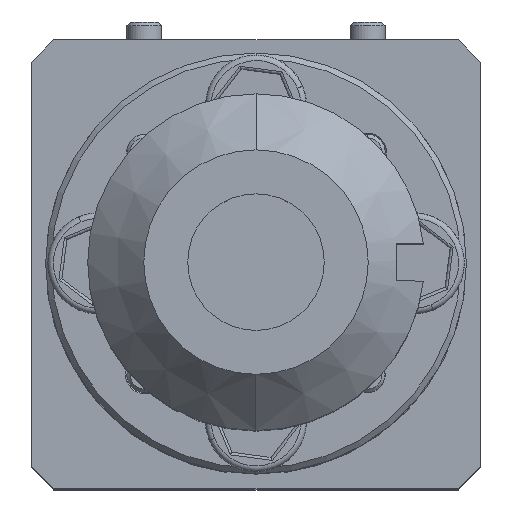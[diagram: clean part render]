
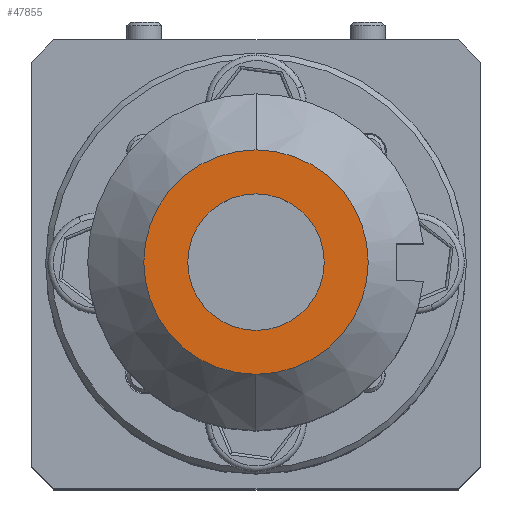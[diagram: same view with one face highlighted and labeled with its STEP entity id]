
A CAD part, top view. The second image highlights one B-rep face of the part: STEP entity #47855.
In plain terms, the highlighted planar face has unit normal (0, 0, 1).
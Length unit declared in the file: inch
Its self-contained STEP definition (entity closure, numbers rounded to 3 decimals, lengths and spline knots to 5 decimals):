
#2838 = ORIENTED_EDGE ( 'NONE', *, *, #53875, .T. ) ;
#3669 = EDGE_LOOP ( 'NONE', ( #40243, #14949 ) ) ;
#3693 = DIRECTION ( 'NONE',  ( 0., 0., -1. ) ) ;
#6183 = CARTESIAN_POINT ( 'NONE',  ( 0., 0., 2.69 ) ) ;
#8807 = DIRECTION ( 'NONE',  ( 0., -1., 0. ) ) ;
#8915 = CARTESIAN_POINT ( 'NONE',  ( 0., -0.12165, 2.69 ) ) ;
#12142 = VERTEX_POINT ( 'NONE', #8915 ) ;
#13238 = EDGE_CURVE ( 'NONE', #12142, #56841, #18043, .T. ) ;
#14949 = ORIENTED_EDGE ( 'NONE', *, *, #51658, .T. ) ;
#15697 = VERTEX_POINT ( 'NONE', #51384 ) ;
#16480 = ORIENTED_EDGE ( 'NONE', *, *, #13238, .T. ) ;
#16533 = PLANE ( 'NONE',  #23681 ) ;
#18043 = CIRCLE ( 'NONE', #55938, 0.12165 ) ;
#18979 = CARTESIAN_POINT ( 'NONE',  ( 0., 0., 2.69 ) ) ;
#19792 = AXIS2_PLACEMENT_3D ( 'NONE', #18979, #3693, #8807 ) ;
#21621 = FACE_OUTER_BOUND ( 'NONE', #3669, .T. ) ;
#21966 = DIRECTION ( 'NONE',  ( 0., 0., 1. ) ) ;
#23681 = AXIS2_PLACEMENT_3D ( 'NONE', #53181, #21966, #47751 ) ;
#26901 = DIRECTION ( 'NONE',  ( 0., 0., 1. ) ) ;
#27300 = CARTESIAN_POINT ( 'NONE',  ( 0., 0., 2.69 ) ) ;
#32483 = FACE_BOUND ( 'NONE', #58054, .T. ) ;
#33372 = DIRECTION ( 'NONE',  ( 0., -1., 0. ) ) ;
#34892 = CARTESIAN_POINT ( 'NONE',  ( 0., 0., 2.69 ) ) ;
#37812 = CIRCLE ( 'NONE', #43229, 0.2 ) ;
#38007 = AXIS2_PLACEMENT_3D ( 'NONE', #34892, #40304, #51155 ) ;
#39619 = CARTESIAN_POINT ( 'NONE',  ( 0., 0.12165, 2.69 ) ) ;
#40243 = ORIENTED_EDGE ( 'NONE', *, *, #63726, .T. ) ;
#40304 = DIRECTION ( 'NONE',  ( 0., 0., 1. ) ) ;
#42489 = DIRECTION ( 'NONE',  ( 0., 1., 0. ) ) ;
#43229 = AXIS2_PLACEMENT_3D ( 'NONE', #6183, #26901, #42489 ) ;
#47751 = DIRECTION ( 'NONE',  ( 0., 1., 0. ) ) ;
#47855 = ADVANCED_FACE ( 'NONE', ( #21621, #32483 ), #16533, .T. ) ;
#51155 = DIRECTION ( 'NONE',  ( 0., 1., 0. ) ) ;
#51384 = CARTESIAN_POINT ( 'NONE',  ( 0., 0.2, 2.69 ) ) ;
#51658 = EDGE_CURVE ( 'NONE', #15697, #64297, #55356, .T. ) ;
#53181 = CARTESIAN_POINT ( 'NONE',  ( 0., 0.3, 2.69 ) ) ;
#53875 = EDGE_CURVE ( 'NONE', #56841, #12142, #58781, .T. ) ;
#55356 = CIRCLE ( 'NONE', #38007, 0.2 ) ;
#55938 = AXIS2_PLACEMENT_3D ( 'NONE', #27300, #59151, #33372 ) ;
#56841 = VERTEX_POINT ( 'NONE', #39619 ) ;
#58054 = EDGE_LOOP ( 'NONE', ( #16480, #2838 ) ) ;
#58781 = CIRCLE ( 'NONE', #19792, 0.12165 ) ;
#59151 = DIRECTION ( 'NONE',  ( 0., 0., -1. ) ) ;
#59697 = CARTESIAN_POINT ( 'NONE',  ( 0., -0.2, 2.69 ) ) ;
#63726 = EDGE_CURVE ( 'NONE', #64297, #15697, #37812, .T. ) ;
#64297 = VERTEX_POINT ( 'NONE', #59697 ) ;
